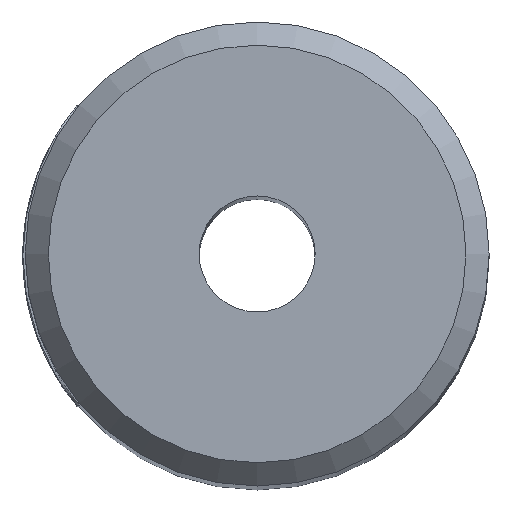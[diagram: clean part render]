
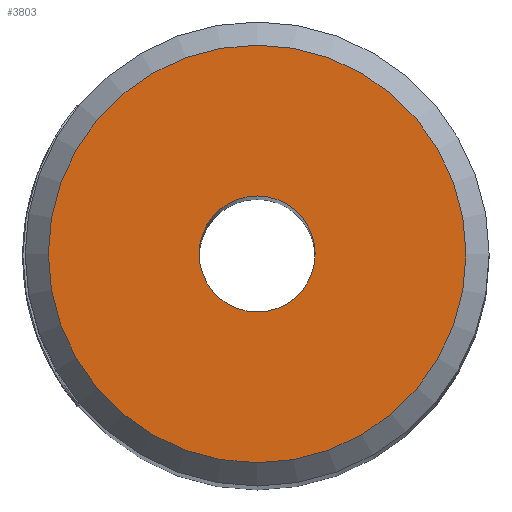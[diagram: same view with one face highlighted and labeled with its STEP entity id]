
A CAD part, top view. The second image highlights one B-rep face of the part: STEP entity #3803.
In plain terms, the highlighted planar face has unit normal (0, 0, 1).
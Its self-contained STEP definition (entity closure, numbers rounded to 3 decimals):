
#46=FACE_BOUND('',#742,.T.);
#102=CIRCLE('',#4051,2.5);
#104=CIRCLE('',#4057,9.);
#286=PLANE('',#4058);
#499=FACE_OUTER_BOUND('',#741,.T.);
#741=EDGE_LOOP('',(#3560));
#742=EDGE_LOOP('',(#3561));
#1888=VERTEX_POINT('',#9578);
#1890=VERTEX_POINT('',#9586);
#2445=EDGE_CURVE('',#1888,#1888,#102,.T.);
#2447=EDGE_CURVE('',#1890,#1890,#104,.T.);
#3560=ORIENTED_EDGE('',*,*,#2447,.F.);
#3561=ORIENTED_EDGE('',*,*,#2445,.T.);
#3803=ADVANCED_FACE('',(#499,#46),#286,.F.);
#4051=AXIS2_PLACEMENT_3D('',#9579,#4826,#4827);
#4057=AXIS2_PLACEMENT_3D('',#9587,#4838,#4839);
#4058=AXIS2_PLACEMENT_3D('',#9588,#4840,#4841);
#4826=DIRECTION('center_axis',(0.,0.,-1.));
#4827=DIRECTION('ref_axis',(-1.,0.,0.));
#4838=DIRECTION('center_axis',(0.,0.,-1.));
#4839=DIRECTION('ref_axis',(-1.,0.,0.));
#4840=DIRECTION('center_axis',(0.,0.,-1.));
#4841=DIRECTION('ref_axis',(-1.,0.,0.));
#9578=CARTESIAN_POINT('',(2.5,0.,100.));
#9579=CARTESIAN_POINT('Origin',(0.,0.,100.));
#9586=CARTESIAN_POINT('',(9.,0.,100.));
#9587=CARTESIAN_POINT('Origin',(0.,0.,100.));
#9588=CARTESIAN_POINT('Origin',(0.,0.,100.));
